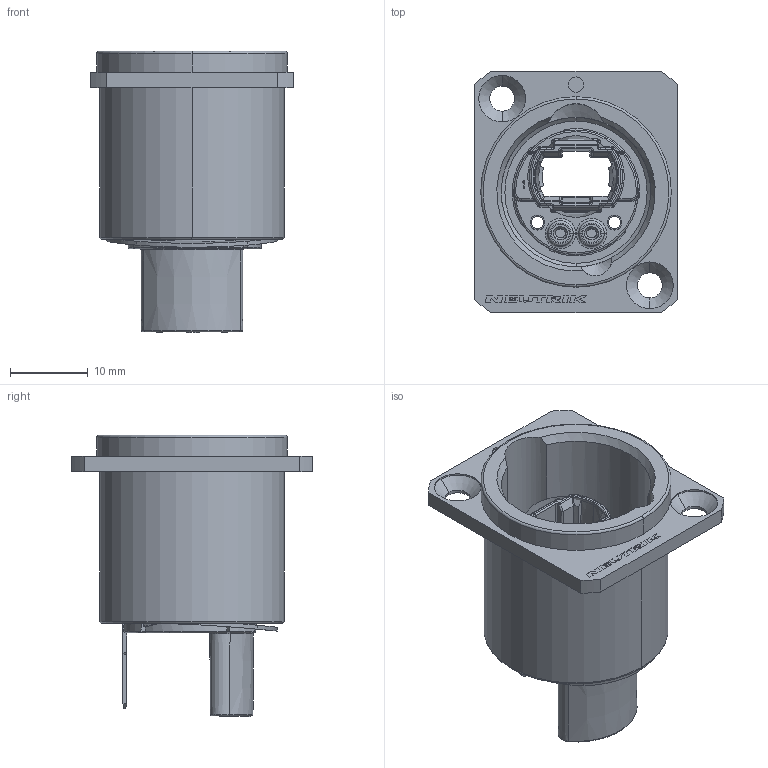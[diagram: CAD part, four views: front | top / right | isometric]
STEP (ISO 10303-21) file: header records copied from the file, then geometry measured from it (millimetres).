
FILE_DESCRIPTION((''),'2;1');
FILE_NAME('NO16FD-XP','2022-01-10T13:52:04',('man'),(''),'CREO PARAMETRIC BY PTC INC, 2021184','CREO PARAMETRIC BY PTC INC, 2021184','');
FILE_SCHEMA(('CONFIG_CONTROL_DESIGN'));
Length unit declared in the file: millimetre
Products named in the file (1): NO16FD-XP
Bounding box: 26 x 31 x 36.2 mm (x, y, z)
Volume: 6217.8 mm3; surface area: 7869.4 mm2
Topology: 1 solids, 2 shells, 945 faces, 2347 edges, 1445 vertices
Faces by surface type: plane 290, bspline 214, cylinder 169, torus 92, cone 76, extrusion 56, sphere 48
Entity records: 35794 total; most frequent: CARTESIAN_POINT 14936, ORIENTED_EDGE 4690, DIRECTION 3769, EDGE_CURVE 2347, VERTEX_POINT 1445, AXIS2_PLACEMENT_3D 1375, VECTOR 1019, EDGE_LOOP 1004
